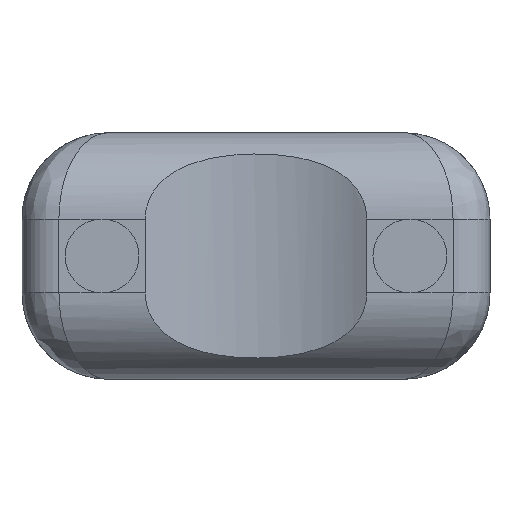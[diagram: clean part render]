
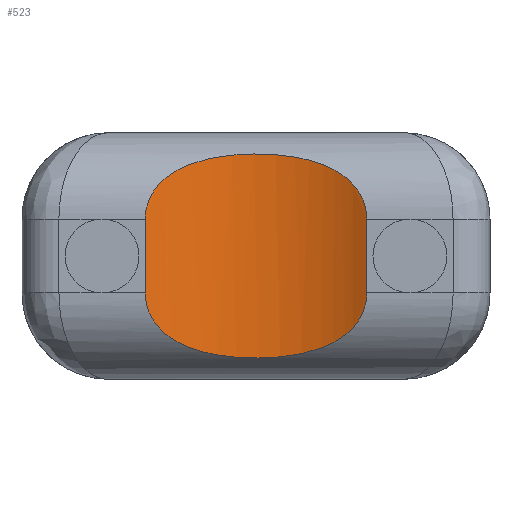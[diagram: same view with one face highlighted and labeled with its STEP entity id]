
A CAD part, front view. The second image highlights one B-rep face of the part: STEP entity #523.
In plain terms, the highlighted cylindrical face has radius 1.8 mm (diameter 3.6 mm), a partial arc.
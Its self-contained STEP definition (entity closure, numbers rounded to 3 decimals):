
#498 = VERTEX_POINT('',#499);
#499 = CARTESIAN_POINT('',(-0.9,0.,-0.3));
#505 = EDGE_CURVE('',#506,#498,#508,.T.);
#506 = VERTEX_POINT('',#507);
#507 = CARTESIAN_POINT('',(-0.9,0.,0.3));
#508 = LINE('',#509,#510);
#509 = CARTESIAN_POINT('',(-0.9,0.,1.));
#510 = VECTOR('',#511,1.);
#511 = DIRECTION('',(-0.,-0.,-1.));
#523 = ADVANCED_FACE('',(#524),#579,.F.);
#524 = FACE_BOUND('',#525,.F.);
#525 = EDGE_LOOP('',(#526,#527,#550,#558));
#526 = ORIENTED_EDGE('',*,*,#505,.F.);
#527 = ORIENTED_EDGE('',*,*,#528,.F.);
#528 = EDGE_CURVE('',#529,#506,#531,.T.);
#529 = VERTEX_POINT('',#530);
#530 = CARTESIAN_POINT('',(0.9,0.,0.3));
#531 = B_SPLINE_CURVE_WITH_KNOTS('',3,(#532,#533,#534,#535,#536,#537,
    #538,#539,#540,#541,#542,#543,#544,#545,#546,#547,#548,#549),
  .UNSPECIFIED.,.F.,.F.,(4,2,2,2,2,2,2,2,4),(0.,0.,
    0.001,0.001,0.001,
    0.001,0.002,0.002,
    0.002),.UNSPECIFIED.);
#532 = CARTESIAN_POINT('',(0.9,0.,0.3));
#533 = CARTESIAN_POINT('',(0.9,0.,0.401));
#534 = CARTESIAN_POINT('',(0.861,0.023,
    0.496));
#535 = CARTESIAN_POINT('',(0.739,0.084,
    0.642));
#536 = CARTESIAN_POINT('',(0.658,0.119,0.693)
  );
#537 = CARTESIAN_POINT('',(0.485,0.177,0.768)
  );
#538 = CARTESIAN_POINT('',(0.39,0.201,0.792)
  );
#539 = CARTESIAN_POINT('',(0.198,0.233,0.822)
  );
#540 = CARTESIAN_POINT('',(0.1,0.241,
    0.829));
#541 = CARTESIAN_POINT('',(-0.099,0.241,
    0.829));
#542 = CARTESIAN_POINT('',(-0.197,0.233,0.822)
  );
#543 = CARTESIAN_POINT('',(-0.389,0.201,0.792
    ));
#544 = CARTESIAN_POINT('',(-0.484,0.177,0.768
    ));
#545 = CARTESIAN_POINT('',(-0.658,0.119,0.693)
  );
#546 = CARTESIAN_POINT('',(-0.739,0.084,
    0.642));
#547 = CARTESIAN_POINT('',(-0.861,0.023,
    0.495));
#548 = CARTESIAN_POINT('',(-0.9,0.,0.401));
#549 = CARTESIAN_POINT('',(-0.9,0.,0.3));
#550 = ORIENTED_EDGE('',*,*,#551,.T.);
#551 = EDGE_CURVE('',#529,#552,#554,.T.);
#552 = VERTEX_POINT('',#553);
#553 = CARTESIAN_POINT('',(0.9,0.,-0.3));
#554 = LINE('',#555,#556);
#555 = CARTESIAN_POINT('',(0.9,0.,1.));
#556 = VECTOR('',#557,1.);
#557 = DIRECTION('',(-0.,-0.,-1.));
#558 = ORIENTED_EDGE('',*,*,#559,.F.);
#559 = EDGE_CURVE('',#498,#552,#560,.T.);
#560 = B_SPLINE_CURVE_WITH_KNOTS('',3,(#561,#562,#563,#564,#565,#566,
    #567,#568,#569,#570,#571,#572,#573,#574,#575,#576,#577,#578),
  .UNSPECIFIED.,.F.,.F.,(4,2,2,2,2,2,2,2,4),(0.,0.,
    0.001,0.001,0.001,
    0.001,0.002,0.002,
    0.002),.UNSPECIFIED.);
#561 = CARTESIAN_POINT('',(-0.9,0.,-0.3));
#562 = CARTESIAN_POINT('',(-0.9,0.,-0.401));
#563 = CARTESIAN_POINT('',(-0.861,0.023,
    -0.496));
#564 = CARTESIAN_POINT('',(-0.739,0.084,
    -0.642));
#565 = CARTESIAN_POINT('',(-0.658,0.119,-0.693
    ));
#566 = CARTESIAN_POINT('',(-0.485,0.177,
    -0.768));
#567 = CARTESIAN_POINT('',(-0.39,0.201,
    -0.792));
#568 = CARTESIAN_POINT('',(-0.198,0.233,
    -0.822));
#569 = CARTESIAN_POINT('',(-0.1,0.241,
    -0.829));
#570 = CARTESIAN_POINT('',(0.099,0.241,
    -0.829));
#571 = CARTESIAN_POINT('',(0.197,0.233,-0.822)
  );
#572 = CARTESIAN_POINT('',(0.389,0.201,-0.792
    ));
#573 = CARTESIAN_POINT('',(0.484,0.177,-0.768
    ));
#574 = CARTESIAN_POINT('',(0.658,0.119,-0.693)
  );
#575 = CARTESIAN_POINT('',(0.739,0.084,
    -0.642));
#576 = CARTESIAN_POINT('',(0.861,0.023,
    -0.495));
#577 = CARTESIAN_POINT('',(0.9,0.,-0.401));
#578 = CARTESIAN_POINT('',(0.9,0.,-0.3));
#579 = CYLINDRICAL_SURFACE('',#580,1.8);
#580 = AXIS2_PLACEMENT_3D('',#581,#582,#583);
#581 = CARTESIAN_POINT('',(0.,-1.559,1.));
#582 = DIRECTION('',(-0.,-0.,-1.));
#583 = DIRECTION('',(-1.,0.,0.));
